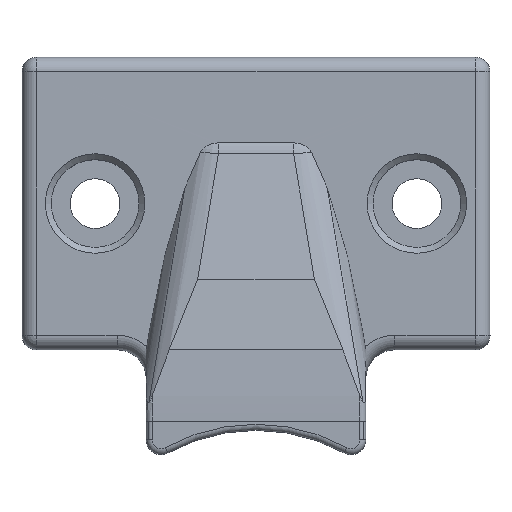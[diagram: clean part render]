
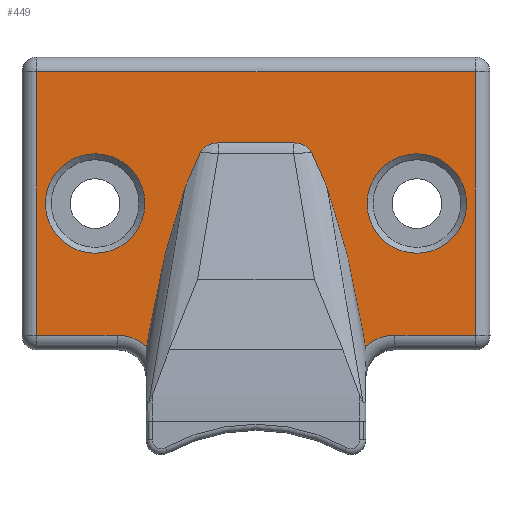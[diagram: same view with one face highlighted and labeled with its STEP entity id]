
A CAD part, top view. The second image highlights one B-rep face of the part: STEP entity #449.
In plain terms, the highlighted planar face has unit normal (0, 0, 1).
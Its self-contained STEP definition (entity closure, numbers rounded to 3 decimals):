
#240=CARTESIAN_POINT('',(15.5,308.499,173.1));
#241=DIRECTION('',(0.,0.,1.));
#242=DIRECTION('',(1.,0.,0.));
#243=AXIS2_PLACEMENT_3D('',#240,#241,#242);
#244=PLANE('',#243);
#245=CARTESIAN_POINT('',(1.1,313.999,173.1));
#246=VERTEX_POINT('',#245);
#247=CARTESIAN_POINT('',(7.9,313.999,173.1));
#248=VERTEX_POINT('',#247);
#249=CARTESIAN_POINT('',(4.5,313.999,173.1));
#250=DIRECTION('',(0.,0.,1.));
#251=DIRECTION('',(1.,0.,-0.));
#252=AXIS2_PLACEMENT_3D('',#249,#250,#251);
#253=CIRCLE('',#252,3.4);
#254=EDGE_CURVE('',#246,#248,#253,.T.);
#255=ORIENTED_EDGE('',*,*,#254,.F.);
#256=CARTESIAN_POINT('',(4.5,313.999,173.1));
#257=DIRECTION('',(0.,0.,1.));
#258=DIRECTION('',(1.,0.,-0.));
#259=AXIS2_PLACEMENT_3D('',#256,#257,#258);
#260=CIRCLE('',#259,3.4);
#261=EDGE_CURVE('',#248,#246,#260,.T.);
#262=ORIENTED_EDGE('',*,*,#261,.F.);
#263=EDGE_LOOP('',(#255,#262));
#264=FACE_BOUND('',#263,.T.);
#265=CARTESIAN_POINT('',(23.1,313.999,173.1));
#266=VERTEX_POINT('',#265);
#267=CARTESIAN_POINT('',(29.9,313.999,173.1));
#268=VERTEX_POINT('',#267);
#269=CARTESIAN_POINT('',(26.5,313.999,173.1));
#270=DIRECTION('',(0.,0.,1.));
#271=DIRECTION('',(1.,0.,-0.));
#272=AXIS2_PLACEMENT_3D('',#269,#270,#271);
#273=CIRCLE('',#272,3.4);
#274=EDGE_CURVE('',#266,#268,#273,.T.);
#275=ORIENTED_EDGE('',*,*,#274,.F.);
#276=CARTESIAN_POINT('',(26.5,313.999,173.1));
#277=DIRECTION('',(0.,0.,1.));
#278=DIRECTION('',(1.,0.,-0.));
#279=AXIS2_PLACEMENT_3D('',#276,#277,#278);
#280=CIRCLE('',#279,3.4);
#281=EDGE_CURVE('',#268,#266,#280,.T.);
#282=ORIENTED_EDGE('',*,*,#281,.F.);
#283=EDGE_LOOP('',(#275,#282));
#284=FACE_BOUND('',#283,.T.);
#285=CARTESIAN_POINT('',(22.966,304.205,173.1));
#286=VERTEX_POINT('',#285);
#287=CARTESIAN_POINT('',(22.761,305.436,173.1));
#288=VERTEX_POINT('',#287);
#289=CARTESIAN_POINT('',(22.966,304.205,173.1));
#290=DIRECTION('',(-0.164,0.986,0.));
#291=VECTOR('',#290,1.248);
#292=LINE('',#289,#291);
#293=EDGE_CURVE('',#286,#288,#292,.T.);
#294=ORIENTED_EDGE('',*,*,#293,.F.);
#295=CARTESIAN_POINT('',(25.,304.999,173.1));
#296=VERTEX_POINT('',#295);
#297=CARTESIAN_POINT('',(25.,301.999,173.1));
#298=DIRECTION('',(-0.,-0.,-1.));
#299=DIRECTION('',(1.,0.,-0.));
#300=AXIS2_PLACEMENT_3D('',#297,#298,#299);
#301=CIRCLE('',#300,3.);
#302=EDGE_CURVE('',#286,#296,#301,.T.);
#303=ORIENTED_EDGE('',*,*,#302,.T.);
#304=CARTESIAN_POINT('',(30.5,304.999,173.1));
#305=VERTEX_POINT('',#304);
#306=CARTESIAN_POINT('',(25.,304.999,173.1));
#307=DIRECTION('',(1.,0.,-0.));
#308=VECTOR('',#307,5.5);
#309=LINE('',#306,#308);
#310=EDGE_CURVE('',#296,#305,#309,.T.);
#311=ORIENTED_EDGE('',*,*,#310,.T.);
#312=CARTESIAN_POINT('',(30.5,322.999,173.1));
#313=VERTEX_POINT('',#312);
#314=CARTESIAN_POINT('',(30.5,304.999,173.1));
#315=DIRECTION('',(0.,1.,-0.));
#316=VECTOR('',#315,18.);
#317=LINE('',#314,#316);
#318=EDGE_CURVE('',#305,#313,#317,.T.);
#319=ORIENTED_EDGE('',*,*,#318,.T.);
#320=CARTESIAN_POINT('',(0.5,322.999,173.1));
#321=VERTEX_POINT('',#320);
#322=CARTESIAN_POINT('',(30.5,322.999,173.1));
#323=DIRECTION('',(-1.,0.,-0.));
#324=VECTOR('',#323,30.);
#325=LINE('',#322,#324);
#326=EDGE_CURVE('',#313,#321,#325,.T.);
#327=ORIENTED_EDGE('',*,*,#326,.T.);
#328=CARTESIAN_POINT('',(0.5,304.999,173.1));
#329=VERTEX_POINT('',#328);
#330=CARTESIAN_POINT('',(0.5,322.999,173.1));
#331=DIRECTION('',(0.,-1.,-0.));
#332=VECTOR('',#331,18.);
#333=LINE('',#330,#332);
#334=EDGE_CURVE('',#321,#329,#333,.T.);
#335=ORIENTED_EDGE('',*,*,#334,.T.);
#336=CARTESIAN_POINT('',(6.,304.999,173.1));
#337=VERTEX_POINT('',#336);
#338=CARTESIAN_POINT('',(0.5,304.999,173.1));
#339=DIRECTION('',(1.,0.,-0.));
#340=VECTOR('',#339,5.5);
#341=LINE('',#338,#340);
#342=EDGE_CURVE('',#329,#337,#341,.T.);
#343=ORIENTED_EDGE('',*,*,#342,.T.);
#344=CARTESIAN_POINT('',(8.034,304.204,173.1));
#345=VERTEX_POINT('',#344);
#346=CARTESIAN_POINT('',(6.,301.999,173.1));
#347=DIRECTION('',(-0.,-0.,-1.));
#348=DIRECTION('',(1.,0.,-0.));
#349=AXIS2_PLACEMENT_3D('',#346,#347,#348);
#350=CIRCLE('',#349,3.);
#351=EDGE_CURVE('',#337,#345,#350,.T.);
#352=ORIENTED_EDGE('',*,*,#351,.T.);
#353=CARTESIAN_POINT('',(8.24,305.437,173.1));
#354=VERTEX_POINT('',#353);
#355=CARTESIAN_POINT('',(8.24,305.437,173.1));
#356=DIRECTION('',(-0.165,-0.986,0.));
#357=VECTOR('',#356,1.249);
#358=LINE('',#355,#357);
#359=EDGE_CURVE('',#354,#345,#358,.T.);
#360=ORIENTED_EDGE('',*,*,#359,.F.);
#361=CARTESIAN_POINT('',(10.629,315.053,173.1));
#362=VERTEX_POINT('',#361);
#363=CARTESIAN_POINT('',(10.629,315.053,173.1));
#364=CARTESIAN_POINT('',(9.186,311.107,173.1));
#365=CARTESIAN_POINT('',(8.24,305.437,173.1));
#366=(BOUNDED_CURVE()
B_SPLINE_CURVE(2,(#363,#364,#365),.UNSPECIFIED.,.F.,.F.)
B_SPLINE_CURVE_WITH_KNOTS((3,3),(287.523,331.336),.UNSPECIFIED.)
CURVE()
GEOMETRIC_REPRESENTATION_ITEM()
RATIONAL_B_SPLINE_CURVE((0.943,0.9,1.))
REPRESENTATION_ITEM(''));
#367=EDGE_CURVE('',#362,#354,#366,.T.);
#368=ORIENTED_EDGE('',*,*,#367,.F.);
#369=CARTESIAN_POINT('',(11.701,317.492,173.1));
#370=VERTEX_POINT('',#369);
#371=CARTESIAN_POINT('',(11.701,317.492,173.1));
#372=CARTESIAN_POINT('',(11.17,316.533,173.1));
#373=CARTESIAN_POINT('',(10.629,315.053,173.1));
#374=(BOUNDED_CURVE()
B_SPLINE_CURVE(2,(#371,#372,#373),.UNSPECIFIED.,.F.,.F.)
B_SPLINE_CURVE_WITH_KNOTS((3,3),(270.,287.523),.UNSPECIFIED.)
CURVE()
GEOMETRIC_REPRESENTATION_ITEM()
RATIONAL_B_SPLINE_CURVE((1.,0.96,0.943))
REPRESENTATION_ITEM(''));
#375=EDGE_CURVE('',#370,#362,#374,.T.);
#376=ORIENTED_EDGE('',*,*,#375,.F.);
#377=CARTESIAN_POINT('',(12.261,317.999,173.1));
#378=VERTEX_POINT('',#377);
#379=CARTESIAN_POINT('',(12.26,317.999,173.1));
#380=CARTESIAN_POINT('',(12.142,317.944,173.1));
#381=CARTESIAN_POINT('',(12.031,317.872,173.1));
#382=CARTESIAN_POINT('',(11.841,317.699,173.1));
#383=CARTESIAN_POINT('',(11.762,317.602,173.1));
#384=CARTESIAN_POINT('',(11.701,317.492,173.1));
#385=B_SPLINE_CURVE_WITH_KNOTS('',3,(#379,#380,#381,#382,#383,#384),.UNSPECIFIED.,.F.,.F.,(4,2,4),(-0.162,-0.123,-0.086),.UNSPECIFIED.);
#386=EDGE_CURVE('',#378,#370,#385,.T.);
#387=ORIENTED_EDGE('',*,*,#386,.F.);
#388=CARTESIAN_POINT('',(12.932,318.145,173.1));
#389=VERTEX_POINT('',#388);
#390=CARTESIAN_POINT('',(12.261,317.999,173.1));
#391=CARTESIAN_POINT('',(12.366,318.048,173.1));
#392=CARTESIAN_POINT('',(12.475,318.084,173.1));
#393=CARTESIAN_POINT('',(12.587,318.109,173.1));
#394=CARTESIAN_POINT('',(12.7,318.133,173.1));
#395=CARTESIAN_POINT('',(12.816,318.145,173.1));
#396=CARTESIAN_POINT('',(12.932,318.145,173.1));
#397=B_SPLINE_CURVE_WITH_KNOTS('',3,(#390,#391,#392,#393,#394,#395,#396),.UNSPECIFIED.,.F.,.F.,(4,3,4),(0.,0.,0.001),.UNSPECIFIED.);
#398=EDGE_CURVE('',#378,#389,#397,.T.);
#399=ORIENTED_EDGE('',*,*,#398,.T.);
#400=CARTESIAN_POINT('',(18.072,318.145,173.1));
#401=VERTEX_POINT('',#400);
#402=CARTESIAN_POINT('',(12.932,318.145,173.1));
#403=DIRECTION('',(1.,0.,-0.));
#404=VECTOR('',#403,5.14);
#405=LINE('',#402,#404);
#406=EDGE_CURVE('',#389,#401,#405,.T.);
#407=ORIENTED_EDGE('',*,*,#406,.T.);
#408=CARTESIAN_POINT('',(18.743,317.999,173.1));
#409=VERTEX_POINT('',#408);
#410=CARTESIAN_POINT('',(18.743,317.999,173.1));
#411=CARTESIAN_POINT('',(18.638,318.048,173.1));
#412=CARTESIAN_POINT('',(18.529,318.084,173.1));
#413=CARTESIAN_POINT('',(18.416,318.109,173.1));
#414=CARTESIAN_POINT('',(18.304,318.133,173.1));
#415=CARTESIAN_POINT('',(18.188,318.145,173.1));
#416=CARTESIAN_POINT('',(18.072,318.145,173.1));
#417=B_SPLINE_CURVE_WITH_KNOTS('',3,(#410,#411,#412,#413,#414,#415,#416),.UNSPECIFIED.,.F.,.F.,(4,3,4),(0.,0.,0.001),.UNSPECIFIED.);
#418=EDGE_CURVE('',#409,#401,#417,.T.);
#419=ORIENTED_EDGE('',*,*,#418,.F.);
#420=CARTESIAN_POINT('',(19.302,317.492,173.1));
#421=VERTEX_POINT('',#420);
#422=CARTESIAN_POINT('',(19.302,317.492,173.1));
#423=CARTESIAN_POINT('',(19.264,317.562,173.1));
#424=CARTESIAN_POINT('',(19.218,317.627,173.1));
#425=CARTESIAN_POINT('',(19.061,317.806,173.1));
#426=CARTESIAN_POINT('',(18.934,317.902,173.1));
#427=CARTESIAN_POINT('',(18.777,317.983,173.1));
#428=CARTESIAN_POINT('',(18.76,317.992,173.1));
#429=CARTESIAN_POINT('',(18.743,317.999,173.1));
#430=B_SPLINE_CURVE_WITH_KNOTS('',3,(#422,#423,#424,#425,#426,#427,#428,#429),.UNSPECIFIED.,.F.,.F.,(4,2,2,4),(-0.494,-0.47,-0.423,-0.417),.UNSPECIFIED.);
#431=EDGE_CURVE('',#421,#409,#430,.T.);
#432=ORIENTED_EDGE('',*,*,#431,.F.);
#433=CARTESIAN_POINT('',(20.374,315.053,173.1));
#434=VERTEX_POINT('',#433);
#435=CARTESIAN_POINT('',(19.302,317.492,173.1));
#436=CARTESIAN_POINT('',(19.834,316.533,173.1));
#437=CARTESIAN_POINT('',(20.374,315.053,173.1));
#438=(BOUNDED_CURVE()
B_SPLINE_CURVE(2,(#435,#436,#437),.UNSPECIFIED.,.F.,.F.)
B_SPLINE_CURVE_WITH_KNOTS((3,3),(28.663,46.185),.UNSPECIFIED.)
CURVE()
GEOMETRIC_REPRESENTATION_ITEM()
RATIONAL_B_SPLINE_CURVE((1.,0.96,0.943))
REPRESENTATION_ITEM(''));
#439=EDGE_CURVE('',#421,#434,#438,.T.);
#440=ORIENTED_EDGE('',*,*,#439,.T.);
#441=CARTESIAN_POINT('',(20.374,315.053,173.1));
#442=CARTESIAN_POINT('',(21.816,311.106,173.1));
#443=CARTESIAN_POINT('',(22.761,305.436,173.1));
#444=(BOUNDED_CURVE()
B_SPLINE_CURVE(2,(#441,#442,#443),.UNSPECIFIED.,.F.,.F.)
B_SPLINE_CURVE_WITH_KNOTS((3,3),(46.185,90.),.UNSPECIFIED.)
CURVE()
GEOMETRIC_REPRESENTATION_ITEM()
RATIONAL_B_SPLINE_CURVE((0.943,0.9,1.))
REPRESENTATION_ITEM(''));
#445=EDGE_CURVE('',#434,#288,#444,.T.);
#446=ORIENTED_EDGE('',*,*,#445,.T.);
#447=EDGE_LOOP('',(#294,#303,#311,#319,#327,#335,#343,#352,#360,#368,#376,#387,#399,#407,#419,#432,#440,#446));
#448=FACE_BOUND('',#447,.T.);
#449=ADVANCED_FACE('',(#264,#284,#448),#244,.T.);
